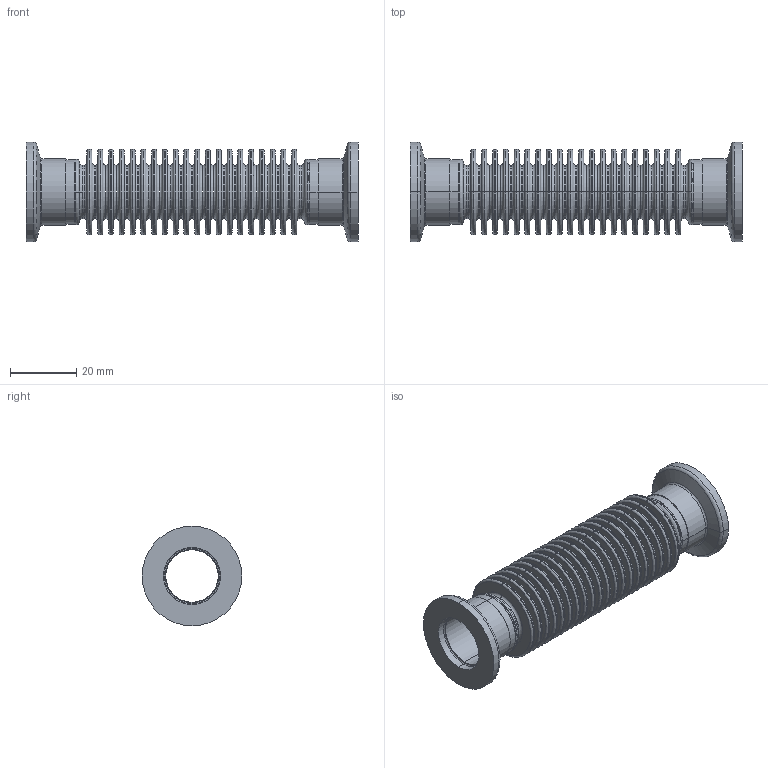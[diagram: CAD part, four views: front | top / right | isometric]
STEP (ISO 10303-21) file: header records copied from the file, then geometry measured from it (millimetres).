
FILE_DESCRIPTION (( 'STEP AP214' ), '1' );
FILE_NAME ('170SFK016-100.stp', '2017-04-12T10:19:33', ( '' ), ( '' ), 'SwSTEP 2.0', 'SolidWorks 2015', '' );
FILE_SCHEMA (( 'AUTOMOTIVE_DESIGN' ));
Length unit declared in the file: millimetre
Products named in the file (1): 170SFK016-100
Bounding box: 100 x 30 x 30 mm (x, y, z)
Volume: 8325.3 mm3; surface area: 37046.2 mm2
Topology: 24 solids, 24 shells, 760 faces, 1520 edges, 892 vertices
Faces by surface type: torus 348, cylinder 276, plane 132, cone 4
Entity records: 28709 total; most frequent: DIRECTION 4282, CARTESIAN_POINT 3173, ORIENTED_EDGE 3040, AXIS2_PLACEMENT_3D 2001, EDGE_CURVE 1520, CIRCLE 1240, VERTEX_POINT 892, EDGE_LOOP 892
